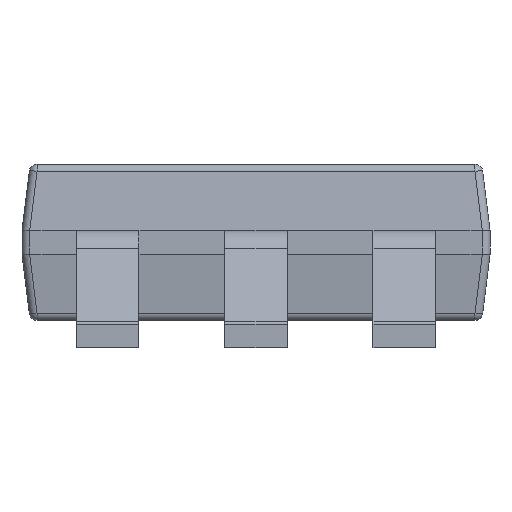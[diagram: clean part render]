
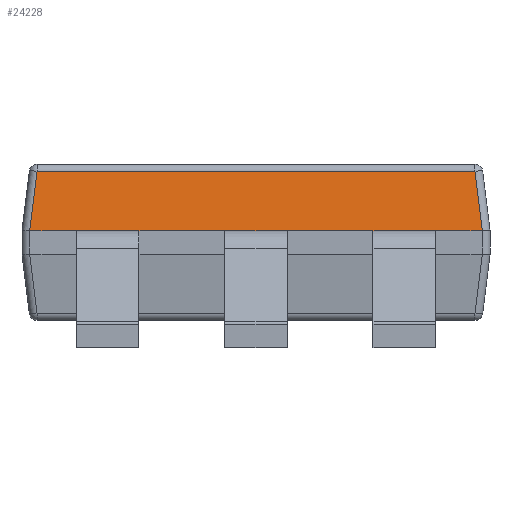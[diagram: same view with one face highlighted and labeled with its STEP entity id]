
A CAD part, front view. The second image highlights one B-rep face of the part: STEP entity #24228.
In plain terms, the highlighted planar face has unit normal (0, -0.993, 0.122).
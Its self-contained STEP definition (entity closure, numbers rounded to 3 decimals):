
#16 = CARTESIAN_POINT ( 'NONE',  ( 1.45, -0.75, 0.575 ) ) ;
#292 = VECTOR ( 'NONE', #2054, 1000. ) ;
#544 = DIRECTION ( 'NONE',  ( -1., 0., 0. ) ) ;
#681 = VECTOR ( 'NONE', #1713, 1000. ) ;
#821 = EDGE_CURVE ( 'NONE', #1473, #15840, #2195, .T. ) ;
#1190 = EDGE_LOOP ( 'NONE', ( #16889, #2366, #4415, #1328, #24653, #18196, #20484, #10718, #9109, #7749, #23634, #12588 ) ) ;
#1328 = ORIENTED_EDGE ( 'NONE', *, *, #7244, .T. ) ;
#1473 = VERTEX_POINT ( 'NONE', #5180 ) ;
#1482 = CARTESIAN_POINT ( 'NONE',  ( -1.45, -0.75, 0.575 ) ) ;
#1535 = LINE ( 'NONE', #3592, #20316 ) ;
#1713 = DIRECTION ( 'NONE',  ( -1., 0., 0. ) ) ;
#1738 = VECTOR ( 'NONE', #16571, 1000. ) ;
#2054 = DIRECTION ( 'NONE',  ( -0.121, -0.121, -0.985 ) ) ;
#2195 = LINE ( 'NONE', #2342, #4890 ) ;
#2342 = CARTESIAN_POINT ( 'NONE',  ( -1.5, -0.75, 0.575 ) ) ;
#2366 = ORIENTED_EDGE ( 'NONE', *, *, #17036, .T. ) ;
#2441 = CARTESIAN_POINT ( 'NONE',  ( -1.378, -0.677, 1.167 ) ) ;
#2532 = EDGE_CURVE ( 'NONE', #15840, #12543, #23929, .T. ) ;
#2674 = EDGE_CURVE ( 'NONE', #15386, #1473, #20494, .T. ) ;
#2944 = CARTESIAN_POINT ( 'NONE',  ( 1.45, -0.75, 0.575 ) ) ;
#3229 = LINE ( 'NONE', #21175, #21141 ) ;
#3490 = DIRECTION ( 'NONE',  ( -0.121, 0.121, 0.985 ) ) ;
#3592 = CARTESIAN_POINT ( 'NONE',  ( -1.5, -0.75, 0.575 ) ) ;
#4415 = ORIENTED_EDGE ( 'NONE', *, *, #23005, .T. ) ;
#4890 = VECTOR ( 'NONE', #544, 1000. ) ;
#5180 = CARTESIAN_POINT ( 'NONE',  ( 0.75, -0.75, 0.575 ) ) ;
#6190 = DIRECTION ( 'NONE',  ( -1., 0., 0. ) ) ;
#6693 = CARTESIAN_POINT ( 'NONE',  ( 1.45, -0.75, 0.575 ) ) ;
#7244 = EDGE_CURVE ( 'NONE', #20637, #15954, #8613, .T. ) ;
#7749 = ORIENTED_EDGE ( 'NONE', *, *, #2532, .F. ) ;
#8095 = VERTEX_POINT ( 'NONE', #22339 ) ;
#8257 = PLANE ( 'NONE',  #9727 ) ;
#8613 = LINE ( 'NONE', #24277, #15422 ) ;
#8641 = CARTESIAN_POINT ( 'NONE',  ( 1.45, -0.75, 0.575 ) ) ;
#9109 = ORIENTED_EDGE ( 'NONE', *, *, #21808, .F. ) ;
#9650 = CARTESIAN_POINT ( 'NONE',  ( -1.45, -0.75, 0.575 ) ) ;
#9727 = AXIS2_PLACEMENT_3D ( 'NONE', #16071, #20073, #15585 ) ;
#9905 = CARTESIAN_POINT ( 'NONE',  ( -1.45, -0.75, 0.575 ) ) ;
#10414 = CARTESIAN_POINT ( 'NONE',  ( -1.5, -0.75, 0.575 ) ) ;
#10718 = ORIENTED_EDGE ( 'NONE', *, *, #10963, .F. ) ;
#10963 = EDGE_CURVE ( 'NONE', #12457, #8095, #17723, .T. ) ;
#11353 = CARTESIAN_POINT ( 'NONE',  ( -1.45, -0.75, 0.575 ) ) ;
#11468 = CARTESIAN_POINT ( 'NONE',  ( -0.2, -0.75, 0.575 ) ) ;
#11609 = CARTESIAN_POINT ( 'NONE',  ( -0.2, -0.75, 0.575 ) ) ;
#12275 = LINE ( 'NONE', #2441, #292 ) ;
#12451 = CARTESIAN_POINT ( 'NONE',  ( 1.15, -0.75, 0.575 ) ) ;
#12457 = VERTEX_POINT ( 'NONE', #12859 ) ;
#12543 = VERTEX_POINT ( 'NONE', #11468 ) ;
#12588 = ORIENTED_EDGE ( 'NONE', *, *, #2674, .F. ) ;
#12859 = CARTESIAN_POINT ( 'NONE',  ( -0.75, -0.75, 0.575 ) ) ;
#13116 =( BOUNDED_CURVE ( )  B_SPLINE_CURVE ( 3, ( #18643, #20599, #8641, #6693 ),
 .UNSPECIFIED., .F., .F. ) 
 B_SPLINE_CURVE_WITH_KNOTS ( ( 4, 4 ),
 ( 0., 0.007 ),
 .UNSPECIFIED. ) 
 CURVE ( )  GEOMETRIC_REPRESENTATION_ITEM ( )  RATIONAL_B_SPLINE_CURVE ( ( 1., 1., 1., 1. ) ) 
 REPRESENTATION_ITEM ( '' )  );
#13756 = CARTESIAN_POINT ( 'NONE',  ( -1.45, -0.75, 0.575 ) ) ;
#14032 = EDGE_CURVE ( 'NONE', #15954, #19881, #12275, .T. ) ;
#14033 = VERTEX_POINT ( 'NONE', #16 ) ;
#14408 = VERTEX_POINT ( 'NONE', #11353 ) ;
#15386 = VERTEX_POINT ( 'NONE', #12451 ) ;
#15422 = VECTOR ( 'NONE', #24531, 1000. ) ;
#15585 = DIRECTION ( 'NONE',  ( 1., 0., 0. ) ) ;
#15840 = VERTEX_POINT ( 'NONE', #20535 ) ;
#15954 = VERTEX_POINT ( 'NONE', #25262 ) ;
#16071 = CARTESIAN_POINT ( 'NONE',  ( 0., -0.698, 1. ) ) ;
#16215 = DIRECTION ( 'NONE',  ( -1., 0., 0. ) ) ;
#16238 = VECTOR ( 'NONE', #16215, 1000. ) ;
#16571 = DIRECTION ( 'NONE',  ( -1., 0., 0. ) ) ;
#16889 = ORIENTED_EDGE ( 'NONE', *, *, #19833, .F. ) ;
#17036 = EDGE_CURVE ( 'NONE', #17522, #14033, #13116, .T. ) ;
#17367 = CARTESIAN_POINT ( 'NONE',  ( -1.5, -0.75, 0.575 ) ) ;
#17505 = LINE ( 'NONE', #17367, #19449 ) ;
#17522 = VERTEX_POINT ( 'NONE', #2944 ) ;
#17723 = LINE ( 'NONE', #23258, #681 ) ;
#18196 = ORIENTED_EDGE ( 'NONE', *, *, #22394, .T. ) ;
#18643 = CARTESIAN_POINT ( 'NONE',  ( 1.45, -0.75, 0.575 ) ) ;
#19054 = DIRECTION ( 'NONE',  ( -1., 0., 0. ) ) ;
#19440 = DIRECTION ( 'NONE',  ( -1., 0., 0. ) ) ;
#19449 = VECTOR ( 'NONE', #19440, 1000. ) ;
#19833 = EDGE_CURVE ( 'NONE', #17522, #15386, #23913, .T. ) ;
#19881 = VERTEX_POINT ( 'NONE', #1482 ) ;
#20073 = DIRECTION ( 'NONE',  ( 0., 0.993, -0.122 ) ) ;
#20100 = CARTESIAN_POINT ( 'NONE',  ( 0.75, -0.75, 0.575 ) ) ;
#20316 = VECTOR ( 'NONE', #19054, 1000. ) ;
#20484 = ORIENTED_EDGE ( 'NONE', *, *, #23185, .F. ) ;
#20494 = LINE ( 'NONE', #20100, #16238 ) ;
#20535 = CARTESIAN_POINT ( 'NONE',  ( 0.2, -0.75, 0.575 ) ) ;
#20599 = CARTESIAN_POINT ( 'NONE',  ( 1.45, -0.75, 0.575 ) ) ;
#20637 = VERTEX_POINT ( 'NONE', #23919 ) ;
#21141 = VECTOR ( 'NONE', #3490, 1000. ) ;
#21175 = CARTESIAN_POINT ( 'NONE',  ( 1.378, -0.677, 1.167 ) ) ;
#21808 = EDGE_CURVE ( 'NONE', #12543, #12457, #17505, .T. ) ;
#22002 = VECTOR ( 'NONE', #6190, 1000. ) ;
#22339 = CARTESIAN_POINT ( 'NONE',  ( -1.15, -0.75, 0.575 ) ) ;
#22394 = EDGE_CURVE ( 'NONE', #19881, #14408, #23878, .T. ) ;
#23005 = EDGE_CURVE ( 'NONE', #14033, #20637, #3229, .T. ) ;
#23185 = EDGE_CURVE ( 'NONE', #8095, #14408, #1535, .T. ) ;
#23258 = CARTESIAN_POINT ( 'NONE',  ( -1.15, -0.75, 0.575 ) ) ;
#23634 = ORIENTED_EDGE ( 'NONE', *, *, #821, .F. ) ;
#23797 = CARTESIAN_POINT ( 'NONE',  ( -1.45, -0.75, 0.575 ) ) ;
#23878 =( BOUNDED_CURVE ( )  B_SPLINE_CURVE ( 3, ( #13756, #9650, #23797, #9905 ),
 .UNSPECIFIED., .F., .T. ) 
 B_SPLINE_CURVE_WITH_KNOTS ( ( 4, 4 ),
 ( 6.276, 6.283 ),
 .UNSPECIFIED. ) 
 CURVE ( )  GEOMETRIC_REPRESENTATION_ITEM ( )  RATIONAL_B_SPLINE_CURVE ( ( 1., 1., 1., 1. ) ) 
 REPRESENTATION_ITEM ( '' )  );
#23902 = FACE_OUTER_BOUND ( 'NONE', #1190, .T. ) ;
#23913 = LINE ( 'NONE', #10414, #1738 ) ;
#23919 = CARTESIAN_POINT ( 'NONE',  ( 1.404, -0.703, 0.956 ) ) ;
#23929 = LINE ( 'NONE', #11609, #22002 ) ;
#24228 = ADVANCED_FACE ( 'NONE', ( #23902 ), #8257, .F. ) ;
#24277 = CARTESIAN_POINT ( 'NONE',  ( -1.448, -0.703, 0.956 ) ) ;
#24531 = DIRECTION ( 'NONE',  ( -1., 0., 0. ) ) ;
#24653 = ORIENTED_EDGE ( 'NONE', *, *, #14032, .T. ) ;
#25262 = CARTESIAN_POINT ( 'NONE',  ( -1.404, -0.703, 0.956 ) ) ;
